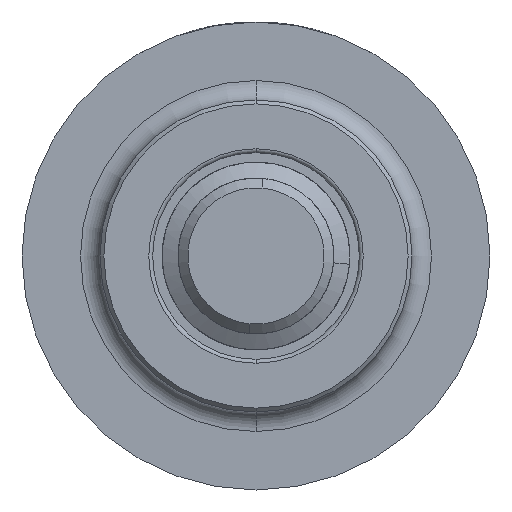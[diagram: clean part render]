
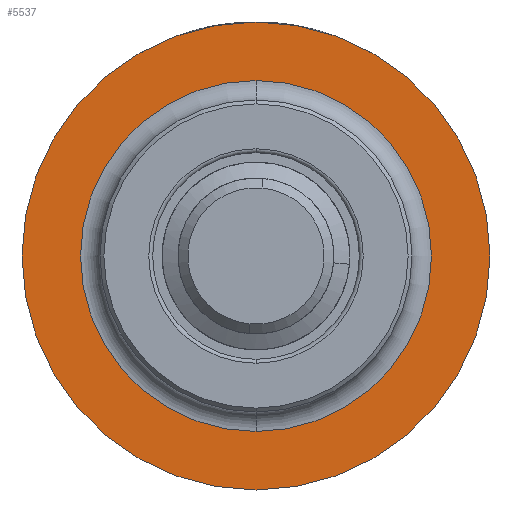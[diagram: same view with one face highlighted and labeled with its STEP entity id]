
A CAD part, front view. The second image highlights one B-rep face of the part: STEP entity #5537.
In plain terms, the highlighted planar face has unit normal (0, -1, 0).
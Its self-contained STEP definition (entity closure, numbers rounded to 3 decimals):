
#159 = AXIS2_PLACEMENT_3D ( 'NONE', #5540, #4335, #650 ) ;
#185 = CARTESIAN_POINT ( 'NONE',  ( 0., 9.42, 12. ) ) ;
#363 = EDGE_CURVE ( 'NONE', #5325, #7498, #3823, .T. ) ;
#411 = CARTESIAN_POINT ( 'NONE',  ( 0., 9.42, 0. ) ) ;
#588 = EDGE_LOOP ( 'NONE', ( #7121, #1484 ) ) ;
#650 = DIRECTION ( 'NONE',  ( 0., 0., -1. ) ) ;
#703 = PLANE ( 'NONE',  #786 ) ;
#786 = AXIS2_PLACEMENT_3D ( 'NONE', #2538, #6778, #6832 ) ;
#1016 = CARTESIAN_POINT ( 'NONE',  ( 0., 9.42, -12. ) ) ;
#1484 = ORIENTED_EDGE ( 'NONE', *, *, #2896, .T. ) ;
#1552 = EDGE_CURVE ( 'NONE', #7498, #5325, #7659, .T. ) ;
#1795 = CARTESIAN_POINT ( 'NONE',  ( 0., 9.42, -9. ) ) ;
#1854 = CARTESIAN_POINT ( 'NONE',  ( 0., 9.42, 0. ) ) ;
#2358 = DIRECTION ( 'NONE',  ( 0., -1., 0. ) ) ;
#2538 = CARTESIAN_POINT ( 'NONE',  ( 9., 9.42, 0. ) ) ;
#2896 = EDGE_CURVE ( 'NONE', #6073, #7296, #7351, .T. ) ;
#3204 = FACE_BOUND ( 'NONE', #4927, .T. ) ;
#3823 = CIRCLE ( 'NONE', #5032, 9. ) ;
#3961 = ORIENTED_EDGE ( 'NONE', *, *, #363, .F. ) ;
#4043 = ORIENTED_EDGE ( 'NONE', *, *, #1552, .F. ) ;
#4213 = CARTESIAN_POINT ( 'NONE',  ( 0., 9.42, 0. ) ) ;
#4335 = DIRECTION ( 'NONE',  ( 0., -1., 0. ) ) ;
#4927 = EDGE_LOOP ( 'NONE', ( #3961, #4043 ) ) ;
#5032 = AXIS2_PLACEMENT_3D ( 'NONE', #4213, #7284, #6031 ) ;
#5325 = VERTEX_POINT ( 'NONE', #1795 ) ;
#5402 = DIRECTION ( 'NONE',  ( 0., 0., -1. ) ) ;
#5483 = DIRECTION ( 'NONE',  ( 0., -1., 0. ) ) ;
#5537 = ADVANCED_FACE ( 'NONE', ( #6495, #3204 ), #703, .T. ) ;
#5540 = CARTESIAN_POINT ( 'NONE',  ( 0., 9.42, 0. ) ) ;
#5635 = AXIS2_PLACEMENT_3D ( 'NONE', #1854, #5483, #6105 ) ;
#6031 = DIRECTION ( 'NONE',  ( 0., 0., -1. ) ) ;
#6073 = VERTEX_POINT ( 'NONE', #185 ) ;
#6105 = DIRECTION ( 'NONE',  ( 0., 0., -1. ) ) ;
#6150 = CIRCLE ( 'NONE', #6929, 12. ) ;
#6173 = CARTESIAN_POINT ( 'NONE',  ( 0., 9.42, 9. ) ) ;
#6495 = FACE_OUTER_BOUND ( 'NONE', #588, .T. ) ;
#6778 = DIRECTION ( 'NONE',  ( 0., -1., 0. ) ) ;
#6832 = DIRECTION ( 'NONE',  ( 0., 0., -1. ) ) ;
#6929 = AXIS2_PLACEMENT_3D ( 'NONE', #411, #2358, #5402 ) ;
#7121 = ORIENTED_EDGE ( 'NONE', *, *, #7871, .T. ) ;
#7284 = DIRECTION ( 'NONE',  ( 0., -1., 0. ) ) ;
#7296 = VERTEX_POINT ( 'NONE', #1016 ) ;
#7351 = CIRCLE ( 'NONE', #5635, 12. ) ;
#7498 = VERTEX_POINT ( 'NONE', #6173 ) ;
#7659 = CIRCLE ( 'NONE', #159, 9. ) ;
#7871 = EDGE_CURVE ( 'NONE', #7296, #6073, #6150, .T. ) ;
